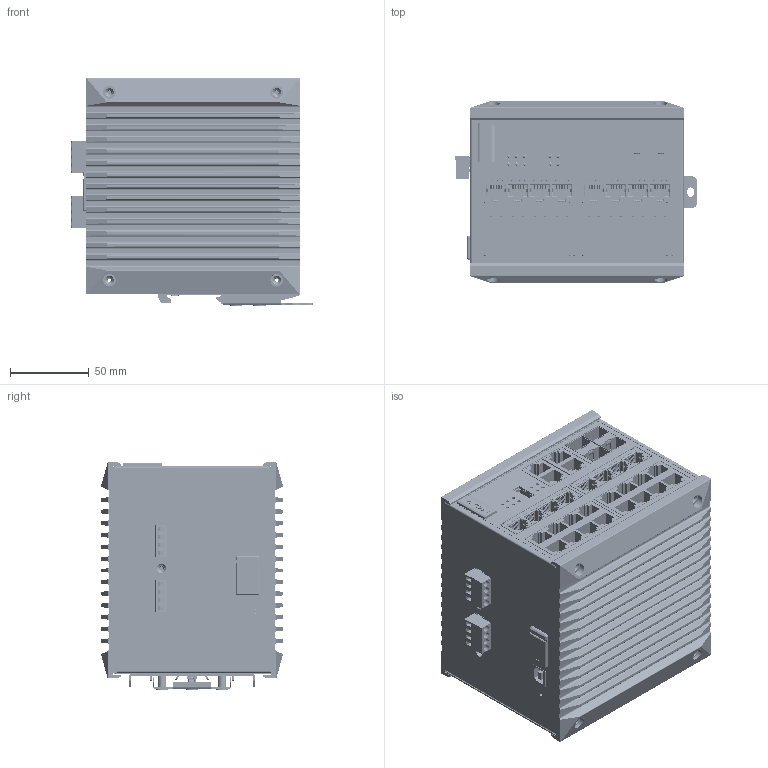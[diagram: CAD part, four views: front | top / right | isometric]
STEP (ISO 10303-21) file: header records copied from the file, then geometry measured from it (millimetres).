
FILE_DESCRIPTION((''),'2;1');
FILE_NAME('EDS_528E_ASM','2018-12-14T',('Jeson_Chien'),('PTC'),'PRO/ENGINEER BY PARAMETRIC TECHNOLOGY CORPORATION, 2017170','PRO/ENGINEER BY PARAMETRIC TECHNOLOGY CORPORATION, 2017170','');
FILE_SCHEMA(('AUTOMOTIVE_DESIGN { 1 0 10303 214 1 1 1 1 }'));
Products named in the file (52): DIP_SEITCH_8PIN_; 1126010000000_USB_B-TYPE_90DIP_; TACKSW_DTSA644N_; RJ45-2X4-E5908-57C122-L_; EDS_528E_MIAN_BOARD_ASM; MSBR-18; MSBR-17; MSBR-16; MSBR-15; MSBR-14; MSBR-13; MSBR-12; MSBR-11; MSBR-10; MSBR-9; MSBR-8; MSBR-7; MSBR-6; MSBR-5; MSBR-4; MSBR-3; MSBR-2; MSBR-1; 9742-882X-413D-L3-A-B-LFG_ASM_ASM; EDS_528E_IO_BOARD_ASM; 1111000003400_TERMINAL_M_4P_; PCB-TERMINAL_PCB-2_; LED_MT-31GY_GY_; 1126010004000_; M5_PCB_GD_TERMINAL_; RJ45_RM3-1C9AT9VF_2X1_90_; 2X1SFP_; 1111000003500_TERMINAL_FM_4P; EDS_528E_POWER_BOARD_ASM; EDS_528E_BOT; M3-BSO-L8; M4-SSO-L6; EDS_528E_BOT_COVER_ASM; EDS_528E_TOP; M3_3_NUT ...
Assembly tree (77 placements, depth 4):
  EDS_528E_ASM
    EDS_528E_MIAN_BOARD_ASM
      DIP_SEITCH_8PIN_
      1126010000000_USB_B-TYPE_90DIP_
      TACKSW_DTSA644N_
      RJ45-2X4-E5908-57C122-L_  x2
    EDS_528E_IO_BOARD_ASM
      9742-882X-413D-L3-A-B-LFG_ASM_ASM  x2
        MSBR-18
        MSBR-17
        MSBR-16
        MSBR-15
        MSBR-14
        MSBR-13
        MSBR-12
        MSBR-11
        MSBR-10
        MSBR-9
        MSBR-8
        MSBR-7
        MSBR-6
        MSBR-5
        MSBR-4
        MSBR-3
        MSBR-2
        MSBR-1
    EDS_528E_POWER_BOARD_ASM
      1111000003400_TERMINAL_M_4P_  x2
      PCB-TERMINAL_PCB-2_
      LED_MT-31GY_GY_  x5
      1126010004000_
      M5_PCB_GD_TERMINAL_
      RJ45_RM3-1C9AT9VF_2X1_90_  x2
      2X1SFP_  x2
      1111000003500_TERMINAL_FM_4P  x2
    EDS_528E_BOT_COVER_ASM
      EDS_528E_BOT
      M3-BSO-L8  x4
      M4-SSO-L6  x2
    EDS_528E_TOP_COVER_ASM
      EDS_528E_TOP
      M3_3_NUT  x11
    RUBBER-COVER
    GREEN-CORE-MIDDLE_0204-13
    EDS_528E_NEW_DIN_RAIL_ASM
      EDS_528E_DIN_RAIL_BOT
      M3-BSO-L9-1_6  x3
      SPRING-4X15_3
      EDS_528E_DIN_RAIL_TOP
    EDS-G516_SIDE-COVER
    EDS-G516_R-SIDE-CVR-V2
    EDS_528E_MYLAR
Bounding box: 153.2 x 115.4 x 144.2 mm (x, y, z)
Volume: 417707 mm3; surface area: 422305.4 mm2
Topology: 89 solids, 132 shells, 8668 faces, 23492 edges, 15232 vertices
Faces by surface type: plane 6387, cylinder 1824, cone 322, torus 72, bspline 42, extrusion 12, sphere 9
Entity records: 197677 total; most frequent: CARTESIAN_POINT 34042, ORIENTED_EDGE 28512, DIRECTION 27394, EDGE_CURVE 14303, VECTOR 11102, LINE 11094, VERTEX_POINT 9230, AXIS2_PLACEMENT_3D 8146
